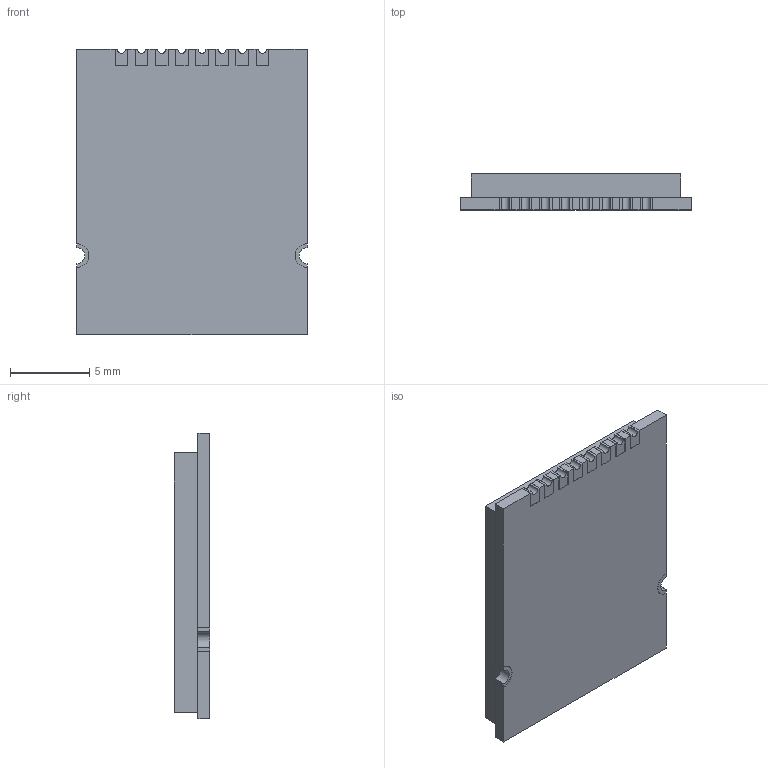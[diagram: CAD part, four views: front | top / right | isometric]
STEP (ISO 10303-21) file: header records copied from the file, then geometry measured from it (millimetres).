
FILE_DESCRIPTION (( 'STEP AP214' ), '1' );
FILE_NAME ('EO1-ML01SP4.STEP', '2024-12-02T02:35:11', ( '' ), ( '' ), 'SwSTEP 2.0', 'SolidWorks 2024', '' );
FILE_SCHEMA (( 'AUTOMOTIVE_DESIGN' ));
Length unit declared in the file: millimetre
Products named in the file (1): EO1-ML01SP4
Bounding box: 14.52 x 2.26 x 18 mm (x, y, z)
Volume: 495.3 mm3; surface area: 1090.2 mm2
Topology: 7 solids, 7 shells, 161 faces, 436 edges, 287 vertices
Faces by surface type: plane 139, cylinder 20, sphere 2
Entity records: 5037 total; most frequent: CARTESIAN_POINT 879, ORIENTED_EDGE 864, DIRECTION 798, EDGE_CURVE 432, LINE 390, VECTOR 390, VERTEX_POINT 285, AXIS2_PLACEMENT_3D 204
